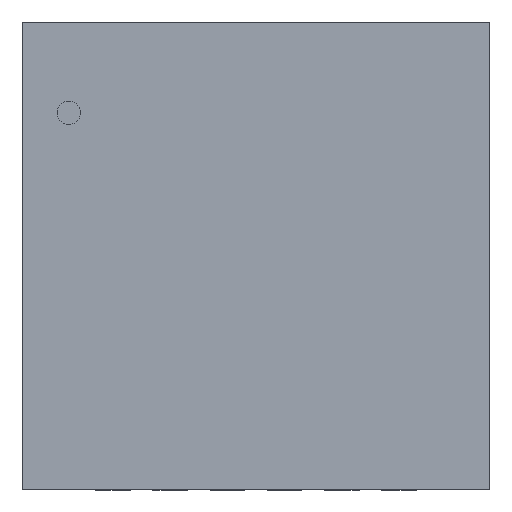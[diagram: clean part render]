
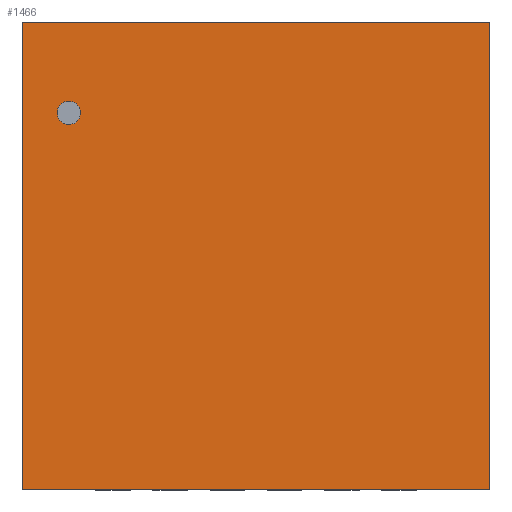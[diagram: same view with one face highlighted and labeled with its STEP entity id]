
A CAD part, top view. The second image highlights one B-rep face of the part: STEP entity #1466.
In plain terms, the highlighted planar face has unit normal (0, 0, 1).
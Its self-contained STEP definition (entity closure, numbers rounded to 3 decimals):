
#1345 = VERTEX_POINT('',#1346);
#1346 = CARTESIAN_POINT('',(2.045,-2.045,0.991));
#1352 = EDGE_CURVE('',#1353,#1345,#1355,.T.);
#1353 = VERTEX_POINT('',#1354);
#1354 = CARTESIAN_POINT('',(-2.045,-2.045,0.991));
#1355 = LINE('',#1356,#1357);
#1356 = CARTESIAN_POINT('',(-2.045,-2.045,0.991));
#1357 = VECTOR('',#1358,1.);
#1358 = DIRECTION('',(1.,0.,0.));
#1383 = VERTEX_POINT('',#1384);
#1384 = CARTESIAN_POINT('',(2.045,2.045,0.991));
#1390 = EDGE_CURVE('',#1345,#1383,#1391,.T.);
#1391 = LINE('',#1392,#1393);
#1392 = CARTESIAN_POINT('',(2.045,-2.045,0.991));
#1393 = VECTOR('',#1394,1.);
#1394 = DIRECTION('',(0.,1.,0.));
#1414 = VERTEX_POINT('',#1415);
#1415 = CARTESIAN_POINT('',(-2.045,2.045,0.991));
#1421 = EDGE_CURVE('',#1383,#1414,#1422,.T.);
#1422 = LINE('',#1423,#1424);
#1423 = CARTESIAN_POINT('',(2.045,2.045,0.991));
#1424 = VECTOR('',#1425,1.);
#1425 = DIRECTION('',(-1.,0.,0.));
#1443 = EDGE_CURVE('',#1414,#1353,#1444,.T.);
#1444 = LINE('',#1445,#1446);
#1445 = CARTESIAN_POINT('',(-2.045,2.045,0.991));
#1446 = VECTOR('',#1447,1.);
#1447 = DIRECTION('',(0.,-1.,0.));
#1466 = ADVANCED_FACE('',(#1467),#1473,.T.);
#1467 = FACE_BOUND('',#1468,.T.);
#1468 = EDGE_LOOP('',(#1469,#1470,#1471,#1472));
#1469 = ORIENTED_EDGE('',*,*,#1352,.T.);
#1470 = ORIENTED_EDGE('',*,*,#1390,.T.);
#1471 = ORIENTED_EDGE('',*,*,#1421,.T.);
#1472 = ORIENTED_EDGE('',*,*,#1443,.T.);
#1473 = PLANE('',#1474);
#1474 = AXIS2_PLACEMENT_3D('',#1475,#1476,#1477);
#1475 = CARTESIAN_POINT('',(-2.045,-2.045,0.991));
#1476 = DIRECTION('',(0.,0.,1.));
#1477 = DIRECTION('',(0.,1.,0.));
